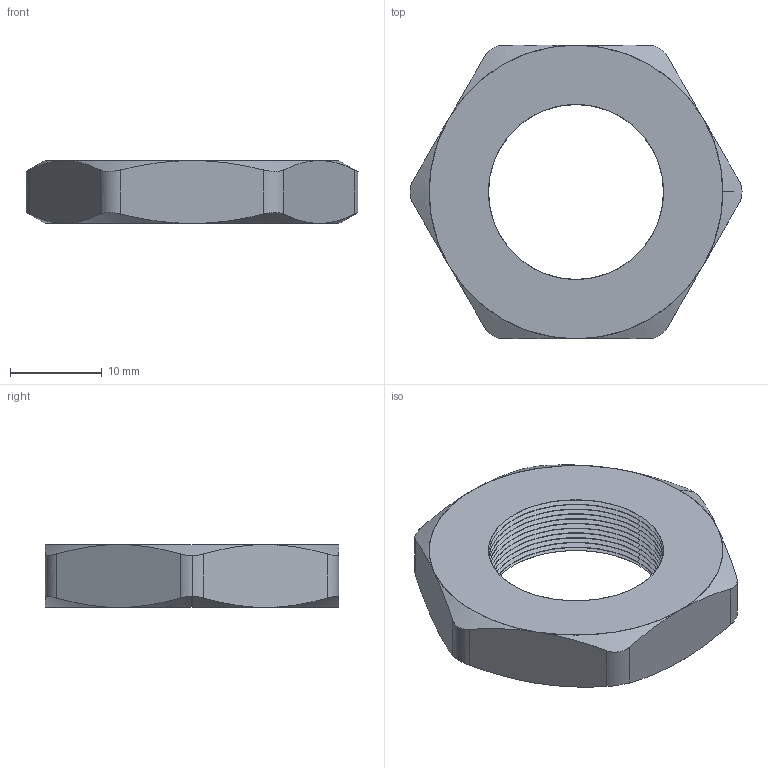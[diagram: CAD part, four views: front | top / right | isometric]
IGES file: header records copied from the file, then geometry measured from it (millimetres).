
Start section: SolidWorks IGES file using analytic representation for surfaces
Global section: file name: NN-21-BK.IGS; native system: SolidWorks 2008; preprocessor: SolidWorks 2008; author: user; date: 100225.060953; units: inch
Bounding box: 36.17 x 32 x 6.86 mm (x, y, z)
Surface area: 2676 mm2 (no closed solid volume)
Topology: 0 solids, 0 shells, 93 faces, 748 edges, 748 vertices
Faces by surface type: revolution 85, bspline 8
